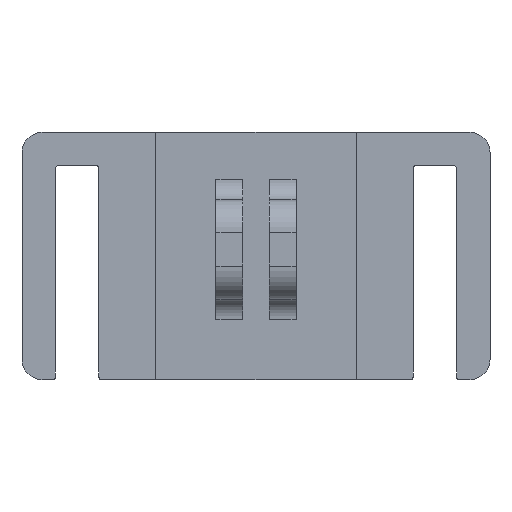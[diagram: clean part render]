
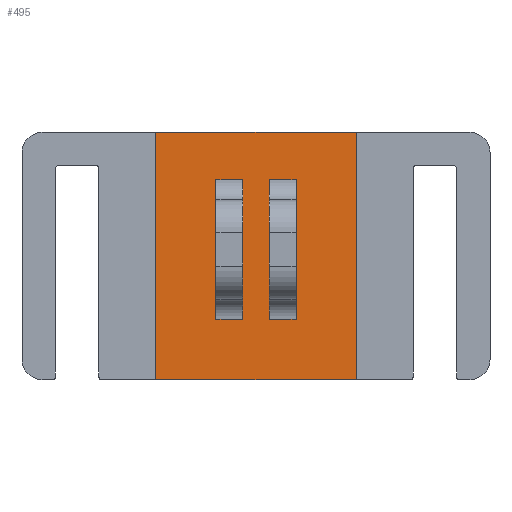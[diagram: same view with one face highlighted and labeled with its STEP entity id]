
A CAD part, front view. The second image highlights one B-rep face of the part: STEP entity #495.
In plain terms, the highlighted planar face has unit normal (0, -1, 0).
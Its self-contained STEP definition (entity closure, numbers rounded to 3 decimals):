
#18 = ORIENTED_EDGE ( 'NONE', *, *, #928, .F. ) ;
#47 = CARTESIAN_POINT ( 'NONE',  ( 9., 0., -7.063 ) ) ;
#54 = VERTEX_POINT ( 'NONE', #1771 ) ;
#69 = CARTESIAN_POINT ( 'NONE',  ( 9., 0., -27.937 ) ) ;
#110 = EDGE_CURVE ( 'NONE', #1786, #1877, #1637, .T. ) ;
#159 = PLANE ( 'NONE',  #1239 ) ;
#167 = DIRECTION ( 'NONE',  ( 1., 0., 0. ) ) ;
#170 = FACE_OUTER_BOUND ( 'NONE', #352, .T. ) ;
#238 = DIRECTION ( 'NONE',  ( 1., 0., 0. ) ) ;
#258 = VERTEX_POINT ( 'NONE', #1546 ) ;
#296 = CARTESIAN_POINT ( 'NONE',  ( 17., 0., -25. ) ) ;
#328 = CARTESIAN_POINT ( 'NONE',  ( 0.009, 0., -37. ) ) ;
#341 = CARTESIAN_POINT ( 'NONE',  ( 29.991, 0., 0. ) ) ;
#352 = EDGE_LOOP ( 'NONE', ( #18, #781, #934, #1598 ) ) ;
#375 = EDGE_CURVE ( 'NONE', #258, #1090, #883, .T. ) ;
#385 = VECTOR ( 'NONE', #238, 1000. ) ;
#412 = LINE ( 'NONE', #1719, #532 ) ;
#422 = DIRECTION ( 'NONE',  ( -1., 0., 0. ) ) ;
#458 = CARTESIAN_POINT ( 'NONE',  ( 0., 0., 0. ) ) ;
#466 = CARTESIAN_POINT ( 'NONE',  ( 13., 0., -25. ) ) ;
#472 = FACE_BOUND ( 'NONE', #1878, .T. ) ;
#493 = LINE ( 'NONE', #1510, #1252 ) ;
#495 = ADVANCED_FACE ( 'NONE', ( #472, #170, #1446 ), #159, .F. ) ;
#518 = VERTEX_POINT ( 'NONE', #1733 ) ;
#532 = VECTOR ( 'NONE', #422, 1000. ) ;
#533 = LINE ( 'NONE', #1398, #385 ) ;
#562 = CARTESIAN_POINT ( 'NONE',  ( 21., 0., -25. ) ) ;
#565 = VERTEX_POINT ( 'NONE', #1802 ) ;
#586 = VECTOR ( 'NONE', #1000, 1000. ) ;
#588 = VERTEX_POINT ( 'NONE', #69 ) ;
#590 = DIRECTION ( 'NONE',  ( 0., 0., -1. ) ) ;
#616 = ORIENTED_EDGE ( 'NONE', *, *, #1857, .F. ) ;
#635 = LINE ( 'NONE', #1202, #1616 ) ;
#664 = CARTESIAN_POINT ( 'NONE',  ( 9., 0., -25. ) ) ;
#725 = CARTESIAN_POINT ( 'NONE',  ( 0., 0., 0. ) ) ;
#751 = CARTESIAN_POINT ( 'NONE',  ( 17., 0., -7.063 ) ) ;
#757 = DIRECTION ( 'NONE',  ( 0., 0., -1. ) ) ;
#779 = DIRECTION ( 'NONE',  ( 1., 0., 0. ) ) ;
#781 = ORIENTED_EDGE ( 'NONE', *, *, #375, .T. ) ;
#834 = VECTOR ( 'NONE', #1416, 1000. ) ;
#836 = LINE ( 'NONE', #562, #834 ) ;
#844 = EDGE_CURVE ( 'NONE', #1509, #54, #869, .T. ) ;
#869 = LINE ( 'NONE', #466, #1277 ) ;
#883 = LINE ( 'NONE', #328, #1484 ) ;
#885 = ORIENTED_EDGE ( 'NONE', *, *, #110, .F. ) ;
#928 = EDGE_CURVE ( 'NONE', #258, #1025, #1454, .T. ) ;
#934 = ORIENTED_EDGE ( 'NONE', *, *, #1216, .T. ) ;
#954 = VECTOR ( 'NONE', #1067, 1000. ) ;
#976 = EDGE_CURVE ( 'NONE', #588, #1653, #1782, .T. ) ;
#980 = EDGE_CURVE ( 'NONE', #1877, #1488, #493, .T. ) ;
#1000 = DIRECTION ( 'NONE',  ( -1., 0., 0. ) ) ;
#1021 = CARTESIAN_POINT ( 'NONE',  ( 29.991, 0., -37. ) ) ;
#1025 = VERTEX_POINT ( 'NONE', #341 ) ;
#1048 = LINE ( 'NONE', #1021, #1342 ) ;
#1064 = CARTESIAN_POINT ( 'NONE',  ( 21., 0., -27.937 ) ) ;
#1067 = DIRECTION ( 'NONE',  ( 0., 0., 1. ) ) ;
#1076 = ORIENTED_EDGE ( 'NONE', *, *, #844, .T. ) ;
#1090 = VERTEX_POINT ( 'NONE', #1338 ) ;
#1120 = EDGE_CURVE ( 'NONE', #1488, #565, #836, .T. ) ;
#1149 = DIRECTION ( 'NONE',  ( 0., 1., 0. ) ) ;
#1179 = ORIENTED_EDGE ( 'NONE', *, *, #980, .F. ) ;
#1202 = CARTESIAN_POINT ( 'NONE',  ( 0., 0., -7.063 ) ) ;
#1216 = EDGE_CURVE ( 'NONE', #1090, #518, #533, .T. ) ;
#1223 = ORIENTED_EDGE ( 'NONE', *, *, #976, .T. ) ;
#1239 = AXIS2_PLACEMENT_3D ( 'NONE', #725, #1149, #1325 ) ;
#1252 = VECTOR ( 'NONE', #779, 1000. ) ;
#1277 = VECTOR ( 'NONE', #1443, 1000. ) ;
#1316 = CARTESIAN_POINT ( 'NONE',  ( 17., 0., -27.937 ) ) ;
#1325 = DIRECTION ( 'NONE',  ( 0., 0., 1. ) ) ;
#1327 = LINE ( 'NONE', #1583, #586 ) ;
#1338 = CARTESIAN_POINT ( 'NONE',  ( 0.009, 0., -37. ) ) ;
#1342 = VECTOR ( 'NONE', #757, 1000. ) ;
#1373 = ORIENTED_EDGE ( 'NONE', *, *, #1485, .T. ) ;
#1387 = ORIENTED_EDGE ( 'NONE', *, *, #1540, .T. ) ;
#1398 = CARTESIAN_POINT ( 'NONE',  ( 0., 0., -37. ) ) ;
#1416 = DIRECTION ( 'NONE',  ( 0., 0., 1. ) ) ;
#1431 = CARTESIAN_POINT ( 'NONE',  ( 13., 0., -7.063 ) ) ;
#1443 = DIRECTION ( 'NONE',  ( 0., 0., -1. ) ) ;
#1446 = FACE_BOUND ( 'NONE', #1517, .T. ) ;
#1453 = ORIENTED_EDGE ( 'NONE', *, *, #1120, .F. ) ;
#1454 = LINE ( 'NONE', #458, #1742 ) ;
#1462 = DIRECTION ( 'NONE',  ( 0., 0., -1. ) ) ;
#1484 = VECTOR ( 'NONE', #590, 1000. ) ;
#1485 = EDGE_CURVE ( 'NONE', #1653, #1509, #635, .T. ) ;
#1488 = VERTEX_POINT ( 'NONE', #1064 ) ;
#1509 = VERTEX_POINT ( 'NONE', #1431 ) ;
#1510 = CARTESIAN_POINT ( 'NONE',  ( 30., 0., -27.937 ) ) ;
#1517 = EDGE_LOOP ( 'NONE', ( #1179, #885, #616, #1453 ) ) ;
#1540 = EDGE_CURVE ( 'NONE', #54, #588, #412, .T. ) ;
#1546 = CARTESIAN_POINT ( 'NONE',  ( 0.009, 0., 0. ) ) ;
#1563 = VECTOR ( 'NONE', #1462, 1000. ) ;
#1583 = CARTESIAN_POINT ( 'NONE',  ( 30., 0., -7.063 ) ) ;
#1598 = ORIENTED_EDGE ( 'NONE', *, *, #1839, .F. ) ;
#1616 = VECTOR ( 'NONE', #1789, 1000. ) ;
#1637 = LINE ( 'NONE', #296, #1563 ) ;
#1653 = VERTEX_POINT ( 'NONE', #47 ) ;
#1719 = CARTESIAN_POINT ( 'NONE',  ( 0., 0., -27.937 ) ) ;
#1733 = CARTESIAN_POINT ( 'NONE',  ( 29.991, 0., -37. ) ) ;
#1742 = VECTOR ( 'NONE', #167, 1000. ) ;
#1771 = CARTESIAN_POINT ( 'NONE',  ( 13., 0., -27.937 ) ) ;
#1782 = LINE ( 'NONE', #664, #954 ) ;
#1786 = VERTEX_POINT ( 'NONE', #751 ) ;
#1789 = DIRECTION ( 'NONE',  ( 1., 0., 0. ) ) ;
#1802 = CARTESIAN_POINT ( 'NONE',  ( 21., 0., -7.063 ) ) ;
#1839 = EDGE_CURVE ( 'NONE', #1025, #518, #1048, .T. ) ;
#1857 = EDGE_CURVE ( 'NONE', #565, #1786, #1327, .T. ) ;
#1877 = VERTEX_POINT ( 'NONE', #1316 ) ;
#1878 = EDGE_LOOP ( 'NONE', ( #1387, #1223, #1373, #1076 ) ) ;
